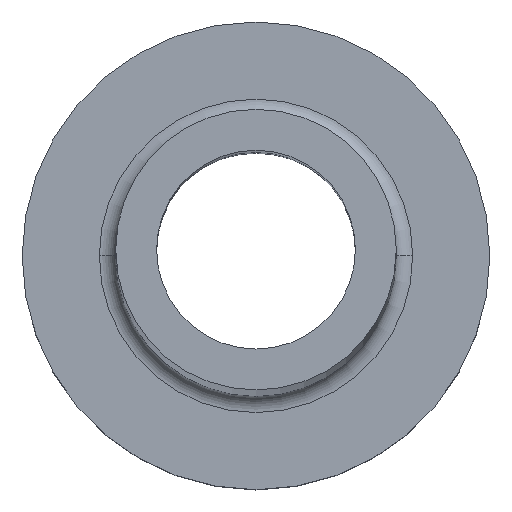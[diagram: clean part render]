
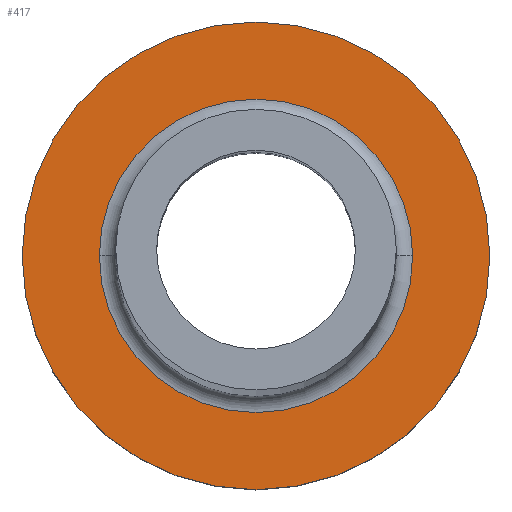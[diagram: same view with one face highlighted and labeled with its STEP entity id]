
A CAD part, top view. The second image highlights one B-rep face of the part: STEP entity #417.
In plain terms, the highlighted planar face has unit normal (0, 0, 1).
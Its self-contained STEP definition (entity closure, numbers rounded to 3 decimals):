
#18 = CARTESIAN_POINT ( 'NONE',  ( 0., 0., 7. ) ) ;
#25 = AXIS2_PLACEMENT_3D ( 'NONE', #18, #162, #307 ) ;
#36 = PLANE ( 'NONE',  #130 ) ;
#37 = VERTEX_POINT ( 'NONE', #148 ) ;
#45 = CIRCLE ( 'NONE', #432, 10. ) ;
#46 = CARTESIAN_POINT ( 'NONE',  ( 10., 0., 7. ) ) ;
#58 = CARTESIAN_POINT ( 'NONE',  ( 0., 0., 7. ) ) ;
#62 = EDGE_CURVE ( 'NONE', #326, #119, #333, .T. ) ;
#93 = AXIS2_PLACEMENT_3D ( 'NONE', #58, #315, #421 ) ;
#106 = DIRECTION ( 'NONE',  ( 1., 0., 0. ) ) ;
#111 = CARTESIAN_POINT ( 'NONE',  ( 0., 0., 7. ) ) ;
#119 = VERTEX_POINT ( 'NONE', #179 ) ;
#130 = AXIS2_PLACEMENT_3D ( 'NONE', #384, #141, #106 ) ;
#141 = DIRECTION ( 'NONE',  ( 0., 0., 1. ) ) ;
#148 = CARTESIAN_POINT ( 'NONE',  ( -10., 0., 7. ) ) ;
#162 = DIRECTION ( 'NONE',  ( 0., 0., -1. ) ) ;
#179 = CARTESIAN_POINT ( 'NONE',  ( 6.7, 0., 7. ) ) ;
#180 = DIRECTION ( 'NONE',  ( 0., 0., -1. ) ) ;
#190 = EDGE_CURVE ( 'NONE', #227, #37, #45, .T. ) ;
#196 = ORIENTED_EDGE ( 'NONE', *, *, #62, .T. ) ;
#227 = VERTEX_POINT ( 'NONE', #46 ) ;
#229 = CIRCLE ( 'NONE', #25, 6.7 ) ;
#261 = EDGE_LOOP ( 'NONE', ( #365, #196 ) ) ;
#270 = EDGE_LOOP ( 'NONE', ( #440, #389 ) ) ;
#272 = FACE_BOUND ( 'NONE', #261, .T. ) ;
#301 = CARTESIAN_POINT ( 'NONE',  ( 0., 0., 7. ) ) ;
#307 = DIRECTION ( 'NONE',  ( 1., 0., 0. ) ) ;
#313 = EDGE_CURVE ( 'NONE', #119, #326, #229, .T. ) ;
#315 = DIRECTION ( 'NONE',  ( 0., 0., 1. ) ) ;
#319 = AXIS2_PLACEMENT_3D ( 'NONE', #111, #180, #349 ) ;
#326 = VERTEX_POINT ( 'NONE', #411 ) ;
#333 = CIRCLE ( 'NONE', #319, 6.7 ) ;
#342 = CIRCLE ( 'NONE', #93, 10. ) ;
#349 = DIRECTION ( 'NONE',  ( 1., 0., 0. ) ) ;
#353 = FACE_OUTER_BOUND ( 'NONE', #270, .T. ) ;
#363 = EDGE_CURVE ( 'NONE', #37, #227, #342, .T. ) ;
#364 = DIRECTION ( 'NONE',  ( 1., 0., 0. ) ) ;
#365 = ORIENTED_EDGE ( 'NONE', *, *, #313, .T. ) ;
#384 = CARTESIAN_POINT ( 'NONE',  ( 0., 0., 7. ) ) ;
#389 = ORIENTED_EDGE ( 'NONE', *, *, #190, .T. ) ;
#411 = CARTESIAN_POINT ( 'NONE',  ( -6.7, 0., 7. ) ) ;
#417 = ADVANCED_FACE ( 'NONE', ( #272, #353 ), #36, .T. ) ;
#421 = DIRECTION ( 'NONE',  ( 1., 0., 0. ) ) ;
#432 = AXIS2_PLACEMENT_3D ( 'NONE', #301, #435, #364 ) ;
#435 = DIRECTION ( 'NONE',  ( 0., 0., 1. ) ) ;
#440 = ORIENTED_EDGE ( 'NONE', *, *, #363, .T. ) ;
